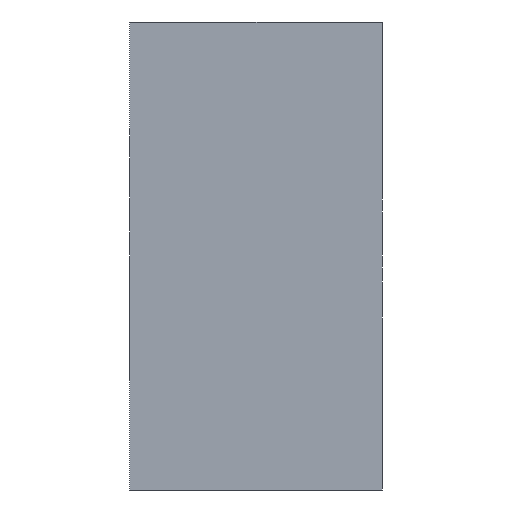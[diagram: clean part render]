
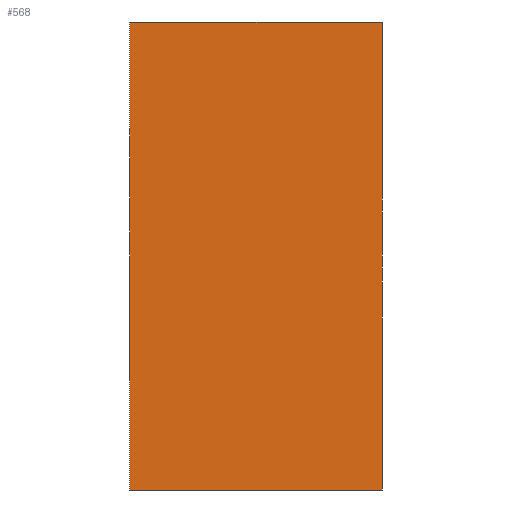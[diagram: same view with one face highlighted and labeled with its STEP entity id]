
A CAD part, left-side view. The second image highlights one B-rep face of the part: STEP entity #568.
In plain terms, the highlighted planar face has unit normal (-1, 0, 0).
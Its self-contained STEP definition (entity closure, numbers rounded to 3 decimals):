
#50 = EDGE_CURVE ( 'NONE', #747, #1101, #1048, .T. ) ;
#51 = ORIENTED_EDGE ( 'NONE', *, *, #384, .T. ) ;
#92 = LINE ( 'NONE', #624, #215 ) ;
#107 = ORIENTED_EDGE ( 'NONE', *, *, #764, .T. ) ;
#114 = ORIENTED_EDGE ( 'NONE', *, *, #806, .F. ) ;
#123 = VERTEX_POINT ( 'NONE', #541 ) ;
#156 = DIRECTION ( 'NONE',  ( 0., 0., 1. ) ) ;
#158 = CARTESIAN_POINT ( 'NONE',  ( -87.5, 0., 9.25 ) ) ;
#169 = CARTESIAN_POINT ( 'NONE',  ( -87.5, 10., -9.25 ) ) ;
#176 = CARTESIAN_POINT ( 'NONE',  ( -87.5, 10., 9.25 ) ) ;
#215 = VECTOR ( 'NONE', #451, 1000. ) ;
#245 = VECTOR ( 'NONE', #813, 1000. ) ;
#384 = EDGE_CURVE ( 'NONE', #747, #123, #965, .T. ) ;
#426 = PLANE ( 'NONE',  #1104 ) ;
#437 = CARTESIAN_POINT ( 'NONE',  ( -87.5, 10., -9.25 ) ) ;
#447 = CARTESIAN_POINT ( 'NONE',  ( -87.5, 10., -9.25 ) ) ;
#451 = DIRECTION ( 'NONE',  ( 0., 0., 1. ) ) ;
#508 = LINE ( 'NONE', #513, #1094 ) ;
#513 = CARTESIAN_POINT ( 'NONE',  ( -87.5, 10., 9.25 ) ) ;
#528 = VECTOR ( 'NONE', #156, 1000. ) ;
#541 = CARTESIAN_POINT ( 'NONE',  ( -87.5, 0., -9.25 ) ) ;
#568 = ADVANCED_FACE ( 'NONE', ( #1148 ), #426, .F. ) ;
#581 = VERTEX_POINT ( 'NONE', #158 ) ;
#624 = CARTESIAN_POINT ( 'NONE',  ( -87.5, 0., -9.25 ) ) ;
#689 = DIRECTION ( 'NONE',  ( 0., -1., 0. ) ) ;
#698 = DIRECTION ( 'NONE',  ( 1., 0., 0. ) ) ;
#712 = CARTESIAN_POINT ( 'NONE',  ( -87.5, 10., -9.25 ) ) ;
#747 = VERTEX_POINT ( 'NONE', #447 ) ;
#764 = EDGE_CURVE ( 'NONE', #123, #581, #92, .T. ) ;
#806 = EDGE_CURVE ( 'NONE', #1101, #581, #508, .T. ) ;
#813 = DIRECTION ( 'NONE',  ( 0., -1., 0. ) ) ;
#965 = LINE ( 'NONE', #712, #245 ) ;
#1048 = LINE ( 'NONE', #169, #528 ) ;
#1094 = VECTOR ( 'NONE', #689, 1000. ) ;
#1101 = VERTEX_POINT ( 'NONE', #176 ) ;
#1104 = AXIS2_PLACEMENT_3D ( 'NONE', #437, #698, #1134 ) ;
#1122 = EDGE_LOOP ( 'NONE', ( #107, #114, #1135, #51 ) ) ;
#1134 = DIRECTION ( 'NONE',  ( 0., 0., -1. ) ) ;
#1135 = ORIENTED_EDGE ( 'NONE', *, *, #50, .F. ) ;
#1148 = FACE_OUTER_BOUND ( 'NONE', #1122, .T. ) ;
